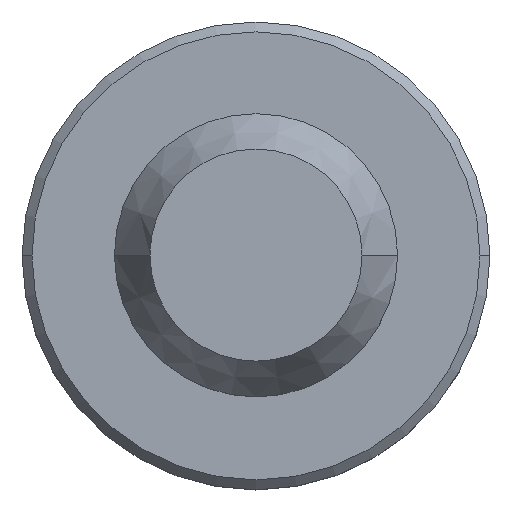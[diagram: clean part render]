
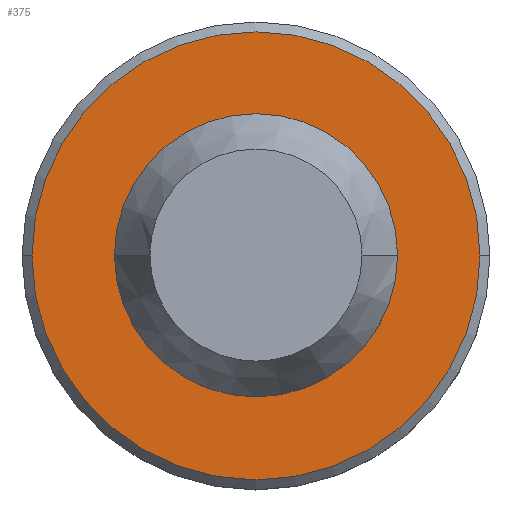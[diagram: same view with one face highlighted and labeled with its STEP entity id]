
A CAD part, top view. The second image highlights one B-rep face of the part: STEP entity #375.
In plain terms, the highlighted planar face has unit normal (0, 0, 1).
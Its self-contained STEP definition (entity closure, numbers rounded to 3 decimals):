
#30 = EDGE_CURVE ( 'NONE', #318, #96, #177, .T. ) ;
#96 = VERTEX_POINT ( 'NONE', #593 ) ;
#151 = CARTESIAN_POINT ( 'NONE',  ( 0., 0., -35. ) ) ;
#177 = CIRCLE ( 'NONE', #293, 10.5 ) ;
#192 = AXIS2_PLACEMENT_3D ( 'NONE', #489, #1107, #577 ) ;
#246 = DIRECTION ( 'NONE',  ( 1., 0., 0. ) ) ;
#293 = AXIS2_PLACEMENT_3D ( 'NONE', #151, #768, #246 ) ;
#311 = CARTESIAN_POINT ( 'NONE',  ( 0., 0., -35. ) ) ;
#318 = VERTEX_POINT ( 'NONE', #1051 ) ;
#375 = ADVANCED_FACE ( 'NONE', ( #890, #451 ), #713, .F. ) ;
#381 = EDGE_CURVE ( 'NONE', #745, #1143, #920, .T. ) ;
#384 = CARTESIAN_POINT ( 'NONE',  ( 0., 0., -35. ) ) ;
#403 = DIRECTION ( 'NONE',  ( 1., 0., 0. ) ) ;
#451 = FACE_OUTER_BOUND ( 'NONE', #609, .T. ) ;
#473 = DIRECTION ( 'NONE',  ( 1., 0., 0. ) ) ;
#489 = CARTESIAN_POINT ( 'NONE',  ( 0., 0., -35. ) ) ;
#532 = ORIENTED_EDGE ( 'NONE', *, *, #30, .F. ) ;
#536 = EDGE_CURVE ( 'NONE', #96, #318, #830, .T. ) ;
#553 = DIRECTION ( 'NONE',  ( -1., 0., 0. ) ) ;
#577 = DIRECTION ( 'NONE',  ( 1., 0., 0. ) ) ;
#593 = CARTESIAN_POINT ( 'NONE',  ( -10.5, 0., -35. ) ) ;
#594 = EDGE_LOOP ( 'NONE', ( #532, #643 ) ) ;
#609 = EDGE_LOOP ( 'NONE', ( #838, #1120 ) ) ;
#643 = ORIENTED_EDGE ( 'NONE', *, *, #536, .F. ) ;
#649 = AXIS2_PLACEMENT_3D ( 'NONE', #384, #1008, #473 ) ;
#713 = PLANE ( 'NONE',  #877 ) ;
#738 = CARTESIAN_POINT ( 'NONE',  ( -18.2, 0., -35. ) ) ;
#745 = VERTEX_POINT ( 'NONE', #990 ) ;
#768 = DIRECTION ( 'NONE',  ( 0., 0., 1. ) ) ;
#813 = EDGE_CURVE ( 'NONE', #1143, #745, #944, .T. ) ;
#830 = CIRCLE ( 'NONE', #649, 10.5 ) ;
#838 = ORIENTED_EDGE ( 'NONE', *, *, #813, .T. ) ;
#877 = AXIS2_PLACEMENT_3D ( 'NONE', #901, #1081, #553 ) ;
#881 = AXIS2_PLACEMENT_3D ( 'NONE', #311, #932, #403 ) ;
#890 = FACE_BOUND ( 'NONE', #594, .T. ) ;
#901 = CARTESIAN_POINT ( 'NONE',  ( 0., 10.5, -35. ) ) ;
#920 = CIRCLE ( 'NONE', #881, 18.2 ) ;
#932 = DIRECTION ( 'NONE',  ( 0., 0., 1. ) ) ;
#944 = CIRCLE ( 'NONE', #192, 18.2 ) ;
#990 = CARTESIAN_POINT ( 'NONE',  ( 18.2, 0., -35. ) ) ;
#1008 = DIRECTION ( 'NONE',  ( 0., 0., 1. ) ) ;
#1051 = CARTESIAN_POINT ( 'NONE',  ( 10.5, 0., -35. ) ) ;
#1081 = DIRECTION ( 'NONE',  ( 0., 0., -1. ) ) ;
#1107 = DIRECTION ( 'NONE',  ( 0., 0., 1. ) ) ;
#1120 = ORIENTED_EDGE ( 'NONE', *, *, #381, .T. ) ;
#1143 = VERTEX_POINT ( 'NONE', #738 ) ;
